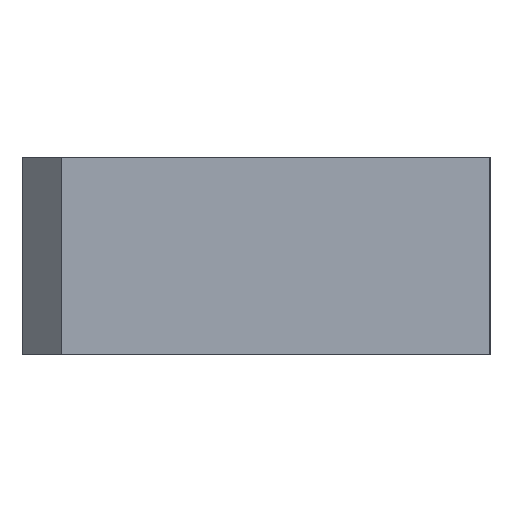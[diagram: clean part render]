
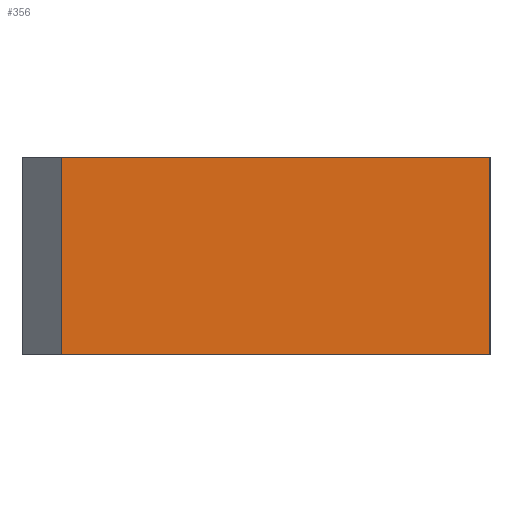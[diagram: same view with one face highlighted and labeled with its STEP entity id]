
A CAD part, left-side view. The second image highlights one B-rep face of the part: STEP entity #356.
In plain terms, the highlighted planar face has unit normal (-1, 0, 0).
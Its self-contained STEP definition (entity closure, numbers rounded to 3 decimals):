
#286 = EDGE_CURVE ( 'NONE', #287, #364, #1938, .T. ) ;
#287 = VERTEX_POINT ( 'NONE', #2005 ) ;
#288 = ORIENTED_EDGE ( 'NONE', *, *, #341, .T. ) ;
#341 = EDGE_CURVE ( 'NONE', #287, #360, #2085, .T. ) ;
#356 = ADVANCED_FACE ( 'NONE', ( #2116 ), #2115, .F. ) ;
#357 = EDGE_LOOP ( 'NONE', ( #358, #362, #365, #288 ) ) ;
#358 = ORIENTED_EDGE ( 'NONE', *, *, #359, .T. ) ;
#359 = EDGE_CURVE ( 'NONE', #360, #361, #2173, .T. ) ;
#360 = VERTEX_POINT ( 'NONE', #2169 ) ;
#361 = VERTEX_POINT ( 'NONE', #2168 ) ;
#362 = ORIENTED_EDGE ( 'NONE', *, *, #363, .F. ) ;
#363 = EDGE_CURVE ( 'NONE', #364, #361, #2167, .T. ) ;
#364 = VERTEX_POINT ( 'NONE', #2163 ) ;
#365 = ORIENTED_EDGE ( 'NONE', *, *, #286, .F. ) ;
#1935 = DIRECTION ( 'NONE',  ( 0., -1., 0. ) ) ;
#1936 = VECTOR ( 'NONE', #1935, 1000. ) ;
#1937 = CARTESIAN_POINT ( 'NONE',  ( 0., 0., 7.5 ) ) ;
#1938 = LINE ( 'NONE', #1937, #1936 ) ;
#2005 = CARTESIAN_POINT ( 'NONE',  ( 0., 32.5, 7.5 ) ) ;
#2082 = DIRECTION ( 'NONE',  ( 0., 0., -1. ) ) ;
#2083 = VECTOR ( 'NONE', #2082, 1000. ) ;
#2084 = CARTESIAN_POINT ( 'NONE',  ( 0., 32.5, 7.5 ) ) ;
#2085 = LINE ( 'NONE', #2084, #2083 ) ;
#2111 = DIRECTION ( 'NONE',  ( 0., 0., -1. ) ) ;
#2112 = DIRECTION ( 'NONE',  ( 1., 0., 0. ) ) ;
#2113 = AXIS2_PLACEMENT_3D ( 'NONE', #2114, #2112, #2111 ) ;
#2114 = CARTESIAN_POINT ( 'NONE',  ( 0., 0., 7.5 ) ) ;
#2115 = PLANE ( 'NONE',  #2113 ) ;
#2116 = FACE_OUTER_BOUND ( 'NONE', #357, .T. ) ;
#2163 = CARTESIAN_POINT ( 'NONE',  ( 0., 0., 7.5 ) ) ;
#2164 = DIRECTION ( 'NONE',  ( 0., 0., -1. ) ) ;
#2165 = VECTOR ( 'NONE', #2164, 1000. ) ;
#2166 = CARTESIAN_POINT ( 'NONE',  ( 0., 0., 7.5 ) ) ;
#2167 = LINE ( 'NONE', #2166, #2165 ) ;
#2168 = CARTESIAN_POINT ( 'NONE',  ( 0., 0., -7.5 ) ) ;
#2169 = CARTESIAN_POINT ( 'NONE',  ( 0., 32.5, -7.5 ) ) ;
#2170 = DIRECTION ( 'NONE',  ( 0., -1., 0. ) ) ;
#2171 = VECTOR ( 'NONE', #2170, 1000. ) ;
#2172 = CARTESIAN_POINT ( 'NONE',  ( 0., 0., -7.5 ) ) ;
#2173 = LINE ( 'NONE', #2172, #2171 ) ;
